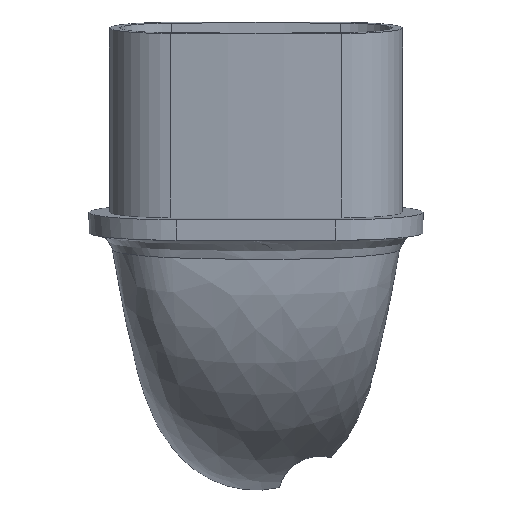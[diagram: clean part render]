
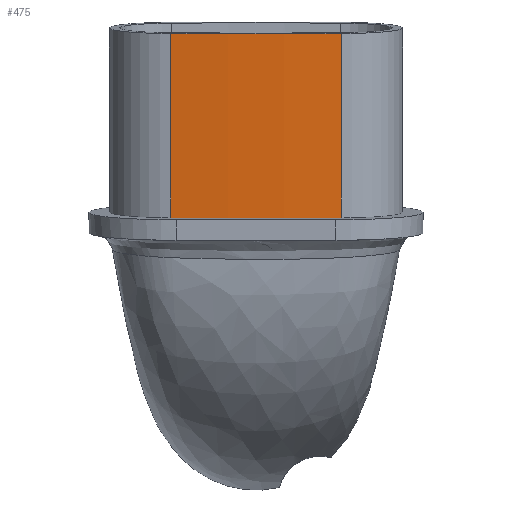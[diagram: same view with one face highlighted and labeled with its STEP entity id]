
A CAD part, top view. The second image highlights one B-rep face of the part: STEP entity #475.
In plain terms, the highlighted cylindrical face has radius 100 mm (diameter 200 mm), a partial arc.
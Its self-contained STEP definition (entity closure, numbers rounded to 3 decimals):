
#26=CYLINDRICAL_SURFACE('',#540,100.);
#43=LINE('',#1460,#59);
#47=LINE('',#1554,#63);
#59=VECTOR('',#609,10.);
#63=VECTOR('',#645,10.);
#91=FACE_OUTER_BOUND('',#117,.T.);
#117=EDGE_LOOP('',(#416,#417,#418,#419));
#131=CIRCLE('',#510,100.);
#147=CIRCLE('',#541,100.);
#203=VERTEX_POINT('',#1401);
#204=VERTEX_POINT('',#1402);
#217=VERTEX_POINT('',#1459);
#233=VERTEX_POINT('',#1553);
#260=EDGE_CURVE('',#203,#204,#131,.T.);
#280=EDGE_CURVE('',#203,#217,#43,.T.);
#303=EDGE_CURVE('',#204,#233,#47,.T.);
#304=EDGE_CURVE('',#217,#233,#147,.T.);
#416=ORIENTED_EDGE('',*,*,#260,.T.);
#417=ORIENTED_EDGE('',*,*,#303,.T.);
#418=ORIENTED_EDGE('',*,*,#304,.F.);
#419=ORIENTED_EDGE('',*,*,#280,.F.);
#475=ADVANCED_FACE('',(#91),#26,.T.);
#510=AXIS2_PLACEMENT_3D('',#1403,#570,#571);
#540=AXIS2_PLACEMENT_3D('',#1552,#643,#644);
#541=AXIS2_PLACEMENT_3D('',#1555,#646,#647);
#570=DIRECTION('center_axis',(0.,0.996,0.087));
#571=DIRECTION('ref_axis',(-0.083,-0.087,0.993));
#609=DIRECTION('',(0.,0.996,0.087));
#643=DIRECTION('center_axis',(0.,0.996,0.087));
#644=DIRECTION('ref_axis',(-0.083,-0.087,0.993));
#645=DIRECTION('',(0.,0.996,0.087));
#646=DIRECTION('center_axis',(0.,0.996,0.087));
#647=DIRECTION('ref_axis',(-0.083,-0.087,0.993));
#1401=CARTESIAN_POINT('',(-8.289,16.428,22.997));
#1402=CARTESIAN_POINT('',(8.289,16.428,22.997));
#1403=CARTESIAN_POINT('Origin',(0.,25.113,-76.28));
#1459=CARTESIAN_POINT('',(-8.289,34.359,24.566));
#1460=CARTESIAN_POINT('',(-8.289,14.435,22.823));
#1552=CARTESIAN_POINT('Origin',(0.,23.121,-76.454));
#1553=CARTESIAN_POINT('',(8.289,34.359,24.566));
#1554=CARTESIAN_POINT('',(8.289,14.435,22.823));
#1555=CARTESIAN_POINT('Origin',(0.,43.045,-74.711));
